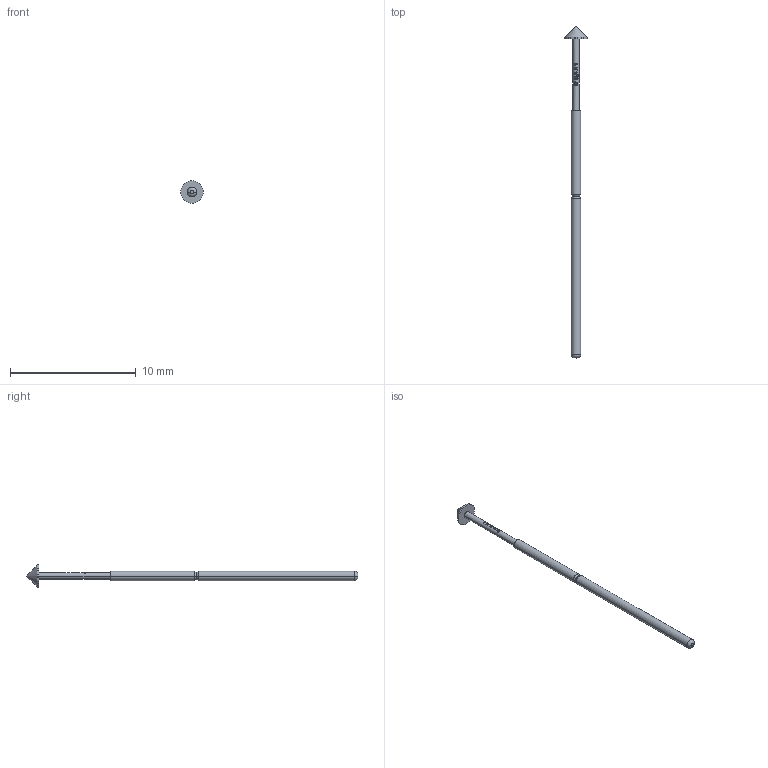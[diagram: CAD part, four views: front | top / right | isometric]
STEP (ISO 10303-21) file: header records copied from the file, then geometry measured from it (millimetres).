
FILE_DESCRIPTION (( 'STEP AP203' ), '1' );
FILE_NAME ('INGUN_GKS-051_358_180_A_xx00_K1.STEP', '2021-09-21T07:11:28', ( 'ochi' ), ( '' ), 'SwSTEP 2.0', 'SolidWorks 2018', '' );
FILE_SCHEMA (( 'CONFIG_CONTROL_DESIGN' ));
Length unit declared in the file: millimetre
Products named in the file (1): INGUN_GKS-051_358_180_A_xx00_K1
Bounding box: 1.8 x 26.4 x 1.8 mm (x, y, z)
Volume: 10.8 mm3; surface area: 62.5 mm2
Topology: 1 solids, 1 shells, 77 faces, 195 edges, 126 vertices
Faces by surface type: plane 33, bspline 22, cylinder 14, torus 6, cone 2
Entity records: 3229 total; most frequent: CARTESIAN_POINT 1660, ORIENTED_EDGE 386, EDGE_CURVE 193, DIRECTION 174, B_SPLINE_CURVE_WITH_KNOTS 157, VERTEX_POINT 126, EDGE_LOOP 85, AXIS2_PLACEMENT_3D 82
